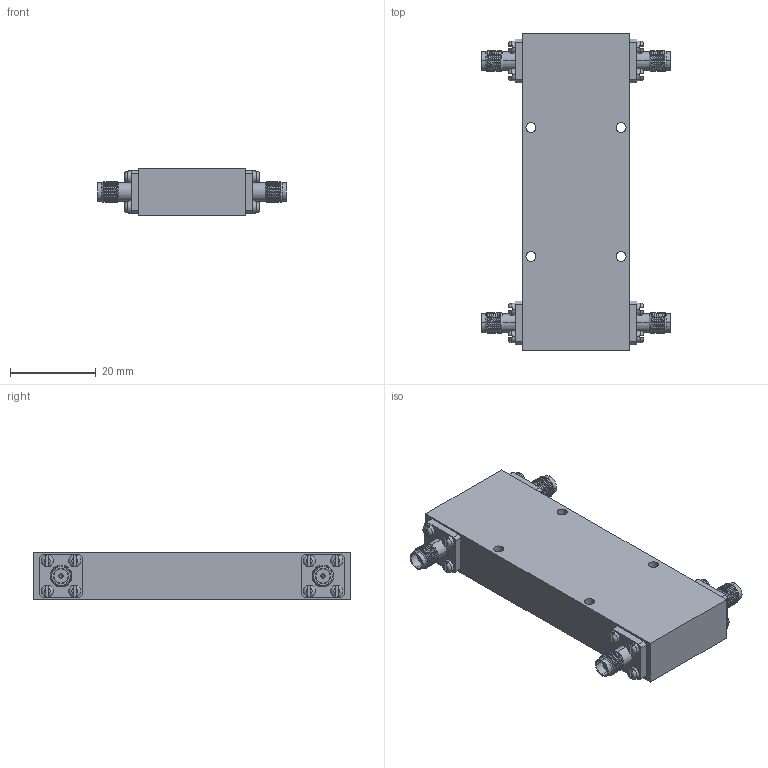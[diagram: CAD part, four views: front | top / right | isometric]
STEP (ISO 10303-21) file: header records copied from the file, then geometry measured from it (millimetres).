
FILE_DESCRIPTION (( 'STEP AP214' ), '1' );
FILE_NAME ('CZ-SS-AL-FI1.STEP', '2024-11-21T19:34:18', ( '' ), ( '' ), 'SwSTEP 2.0', 'SolidWorks 2021', '' );
FILE_SCHEMA (( 'AUTOMOTIVE_DESIGN' ));
Length unit declared in the file: millimetre
Products named in the file (1): CZ-SS-AL-FI1
Bounding box: 44 x 74 x 11 mm (x, y, z)
Volume: 21310.4 mm3; surface area: 7605.6 mm2
Topology: 1 solids, 17 shells, 514 faces, 1304 edges, 852 vertices
Faces by surface type: cylinder 240, plane 182, cone 52, torus 32, bspline 8
Entity records: 18864 total; most frequent: CARTESIAN_POINT 6737, ORIENTED_EDGE 2592, DIRECTION 2514, EDGE_CURVE 1296, AXIS2_PLACEMENT_3D 991, VERTEX_POINT 852, EDGE_LOOP 558, LINE 532
